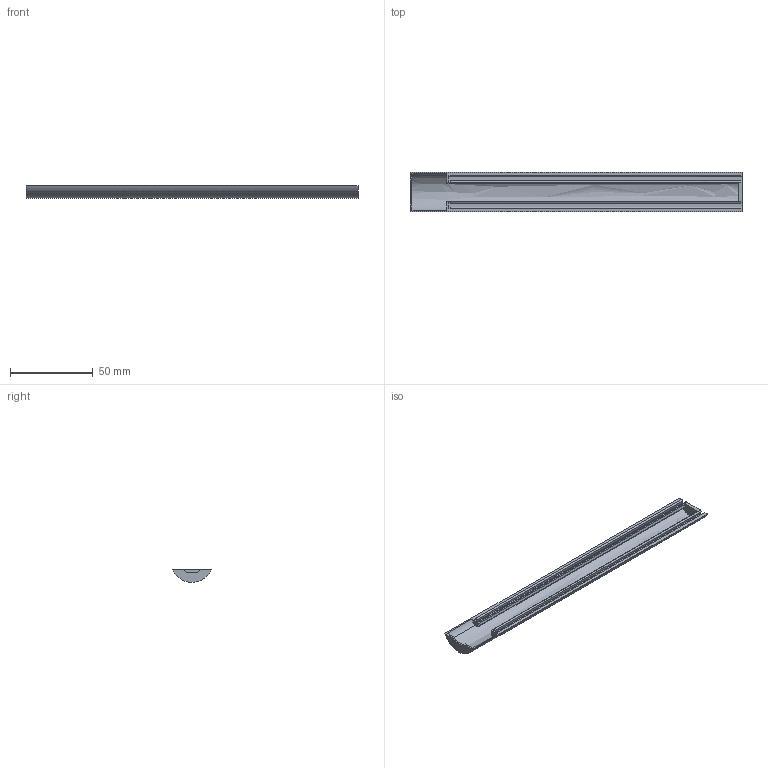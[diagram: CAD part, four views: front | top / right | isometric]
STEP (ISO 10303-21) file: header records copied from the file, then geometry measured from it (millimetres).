
FILE_DESCRIPTION(/* description */ (''),/* implementation_level */ '2;1');
FILE_NAME(/* name */ 'lid.step',/* time_stamp */ '2026-02-14T21:35:16Z',/* author */ (''),/* organization */ (''),/* preprocessor_version */ 'ST-DEVELOPER v20.1',/* originating_system */ 'Autodesk Translation Framework v14.24.0.0',/* authorisation */ '');
FILE_SCHEMA (('AUTOMOTIVE_DESIGN { 1 0 10303 214 3 1 1 }'));
Length unit declared in the file: millimetre
Products named in the file (1): lid
Bounding box: 200 x 23.51 x 7.79 mm (x, y, z)
Volume: 7833.2 mm3; surface area: 16465.8 mm2
Topology: 1 solids, 1 shells, 48 faces, 133 edges, 87 vertices
Faces by surface type: plane 28, bspline 18, cylinder 2
Entity records: 2301 total; most frequent: CARTESIAN_POINT 1161, ORIENTED_EDGE 266, DIRECTION 165, EDGE_CURVE 133, LINE 95, VECTOR 95, VERTEX_POINT 87, FACE_OUTER_BOUND 48
